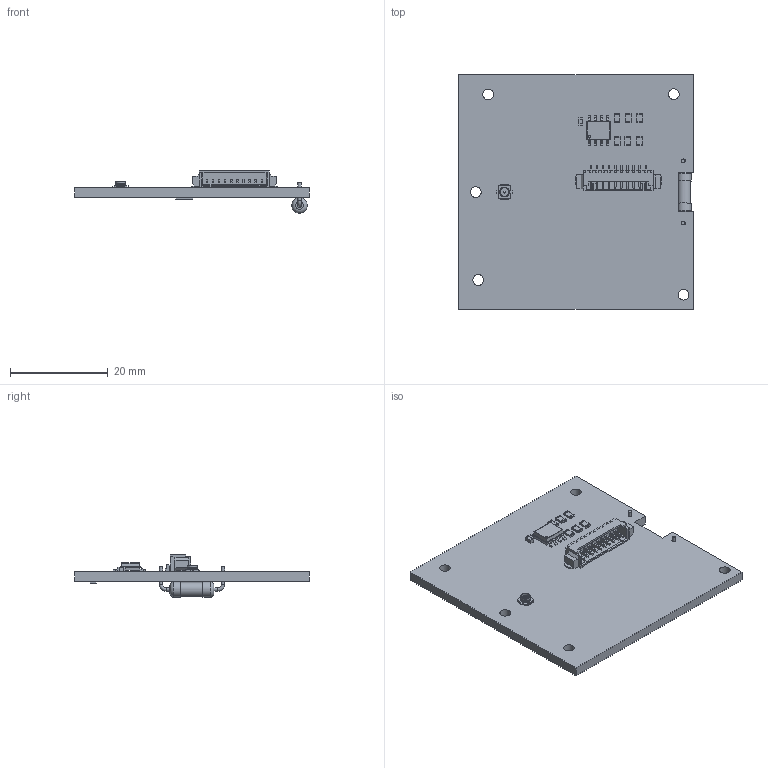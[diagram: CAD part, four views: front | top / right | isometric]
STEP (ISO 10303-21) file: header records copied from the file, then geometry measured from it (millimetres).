
FILE_DESCRIPTION(('KiCad electronic assembly'),'2;1');
FILE_NAME('PQ_Lat_Board.step','2024-01-12T15:52:45',('Pcbnew'),('Kicad') ,'Open CASCADE STEP processor 7.5','KiCad to STEP converter','Unknown' );
FILE_SCHEMA(('AUTOMOTIVE_DESIGN { 1 0 10303 214 1 1 1 1 }'));
Length unit declared in the file: millimetre
Products named in the file (16): PQ_Lat_Board 1; R_0805_2012Metric; Molex_PicoBlade_53261-1071_1x10-1MP_P1.25mm_Horizontal; Molex_53261_1071; TCN75AVOA713; ASSEMBLY; C_0603_1608Metric; U.FL_Hirose_U.FL-R-SMT-1_Vertical; SLCD-61N8; R_Axial_DIN0309_L9.0mm_D3.2mm_P12.70mm_Horizontal; R_Axial_DIN0309_L90mm_D32mm_P1270mm_Horizontal; PQ_Lat_Board PCB
Assembly tree (20 placements, depth 3):
  PQ_Lat_Board 1
    R_0805_2012Metric  x6
      R_0805_2012Metric
    Molex_PicoBlade_53261-1071_1x10-1MP_P1.25mm_Horizontal
      Molex_53261_1071
    TCN75AVOA713
      ASSEMBLY
    C_0603_1608Metric
      C_0603_1608Metric
    U.FL_Hirose_U.FL-R-SMT-1_Vertical
      U.FL_Hirose_U.FL-R-SMT-1_Vertical
    SLCD-61N8
      SLCD-61N8
    R_Axial_DIN0309_L9.0mm_D3.2mm_P12.70mm_Horizontal
      R_Axial_DIN0309_L90mm_D32mm_P1270mm_Horizontal
    PQ_Lat_Board PCB
Bounding box: 48 x 48 x 8.7 mm (x, y, z)
Volume: 4746.5 mm3; surface area: 5720.3 mm2
Topology: 24 solids, 24 shells, 761 faces, 1945 edges, 1262 vertices
Faces by surface type: plane 621, cylinder 132, torus 4, cone 3, sphere 1
Full cylindrical faces by diameter (mm): 0.4 x1, 0.481 x1, 0.7 x4, 0.8 x2, 1.8 x1, 1.92 x1, 2 x2, 2.2 x5, 2.88 x1, 3.2 x2
Entity records: 43717 total; most frequent: CARTESIAN_POINT 7274, DIRECTION 6189, LINE 4416, VECTOR 4416, ORIENTED_EDGE 3208, PCURVE 3208, DEFINITIONAL_REPRESENTATION 3208, EDGE_CURVE 1604
